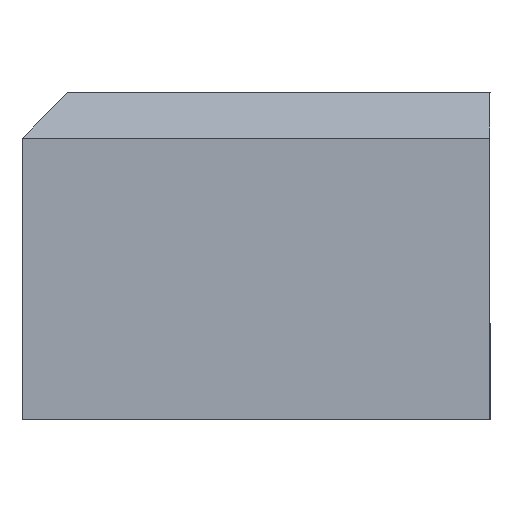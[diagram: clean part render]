
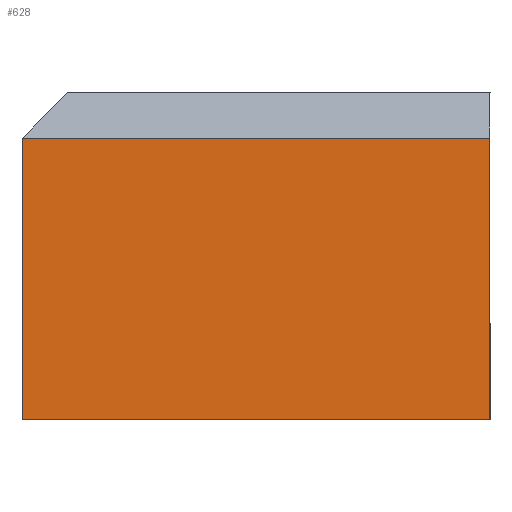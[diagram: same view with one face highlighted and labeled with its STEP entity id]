
A CAD part, left-side view. The second image highlights one B-rep face of the part: STEP entity #628.
In plain terms, the highlighted planar face has unit normal (-1, 0, 0).
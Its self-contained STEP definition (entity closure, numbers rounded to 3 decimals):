
#49=PLANE('',#688);
#85=FACE_OUTER_BOUND('',#122,.T.);
#122=EDGE_LOOP('',(#554,#555,#556,#557));
#190=LINE('',#1005,#263);
#200=LINE('',#1024,#273);
#201=LINE('',#1026,#274);
#202=LINE('',#1027,#275);
#263=VECTOR('',#830,10.);
#273=VECTOR('',#848,10.);
#274=VECTOR('',#849,10.);
#275=VECTOR('',#850,10.);
#334=VERTEX_POINT('',#1003);
#335=VERTEX_POINT('',#1004);
#340=VERTEX_POINT('',#1023);
#341=VERTEX_POINT('',#1025);
#410=EDGE_CURVE('',#334,#335,#190,.T.);
#420=EDGE_CURVE('',#340,#334,#200,.T.);
#421=EDGE_CURVE('',#341,#340,#201,.T.);
#422=EDGE_CURVE('',#341,#335,#202,.T.);
#554=ORIENTED_EDGE('',*,*,#410,.F.);
#555=ORIENTED_EDGE('',*,*,#420,.F.);
#556=ORIENTED_EDGE('',*,*,#421,.F.);
#557=ORIENTED_EDGE('',*,*,#422,.T.);
#628=ADVANCED_FACE('',(#85),#49,.T.);
#688=AXIS2_PLACEMENT_3D('',#1022,#846,#847);
#830=DIRECTION('',(0.,-1.,0.));
#846=DIRECTION('center_axis',(-1.,0.,0.));
#847=DIRECTION('ref_axis',(0.,-1.,0.));
#848=DIRECTION('',(0.,0.,1.));
#849=DIRECTION('',(0.,1.,0.));
#850=DIRECTION('',(0.,0.,1.));
#1003=CARTESIAN_POINT('',(-62.75,35.75,43.));
#1004=CARTESIAN_POINT('',(-62.75,-35.75,43.));
#1005=CARTESIAN_POINT('',(-62.75,17.875,43.));
#1022=CARTESIAN_POINT('Origin',(-62.75,35.75,0.));
#1023=CARTESIAN_POINT('',(-62.75,35.75,0.));
#1024=CARTESIAN_POINT('',(-62.75,35.75,0.));
#1025=CARTESIAN_POINT('',(-62.75,-35.75,0.));
#1026=CARTESIAN_POINT('',(-62.75,-35.75,0.));
#1027=CARTESIAN_POINT('',(-62.75,-35.75,0.));
